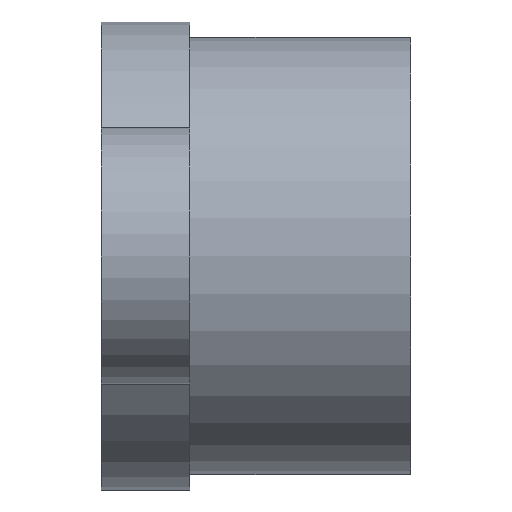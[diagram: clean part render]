
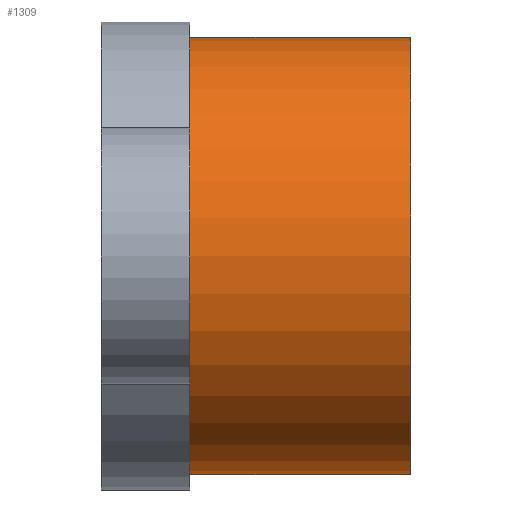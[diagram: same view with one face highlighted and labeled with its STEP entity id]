
A CAD part, front view. The second image highlights one B-rep face of the part: STEP entity #1309.
In plain terms, the highlighted cylindrical face has radius 9.9 mm (diameter 19.8 mm), a partial arc.
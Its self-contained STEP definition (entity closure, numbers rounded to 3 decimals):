
#35 = VECTOR ( 'NONE', #1138, 1000. ) ;
#125 = VERTEX_POINT ( 'NONE', #1527 ) ;
#216 = FACE_OUTER_BOUND ( 'NONE', #1441, .T. ) ;
#244 = AXIS2_PLACEMENT_3D ( 'NONE', #1785, #910, #369 ) ;
#318 = DIRECTION ( 'NONE',  ( 0., 0., 1. ) ) ;
#325 = AXIS2_PLACEMENT_3D ( 'NONE', #1530, #819, #318 ) ;
#369 = DIRECTION ( 'NONE',  ( 0., 0., -1. ) ) ;
#404 = CYLINDRICAL_SURFACE ( 'NONE', #325, 9.9 ) ;
#444 = CARTESIAN_POINT ( 'NONE',  ( 14., 0., 9.9 ) ) ;
#477 = CIRCLE ( 'NONE', #1086, 9.9 ) ;
#530 = ORIENTED_EDGE ( 'NONE', *, *, #1439, .T. ) ;
#620 = ORIENTED_EDGE ( 'NONE', *, *, #2068, .T. ) ;
#647 = CARTESIAN_POINT ( 'NONE',  ( 4., 0., 0. ) ) ;
#785 = CIRCLE ( 'NONE', #244, 9.9 ) ;
#819 = DIRECTION ( 'NONE',  ( -1., 0., 0. ) ) ;
#825 = DIRECTION ( 'NONE',  ( 1., 0., 0. ) ) ;
#910 = DIRECTION ( 'NONE',  ( 1., 0., 0. ) ) ;
#927 = EDGE_CURVE ( 'NONE', #2223, #1011, #785, .T. ) ;
#979 = CARTESIAN_POINT ( 'NONE',  ( 4., 0., -9.9 ) ) ;
#1011 = VERTEX_POINT ( 'NONE', #2157 ) ;
#1017 = DIRECTION ( 'NONE',  ( -1., 0., 0. ) ) ;
#1023 = ORIENTED_EDGE ( 'NONE', *, *, #927, .F. ) ;
#1086 = AXIS2_PLACEMENT_3D ( 'NONE', #647, #825, #1752 ) ;
#1138 = DIRECTION ( 'NONE',  ( -1., 0., 0. ) ) ;
#1269 = ORIENTED_EDGE ( 'NONE', *, *, #1392, .F. ) ;
#1285 = VECTOR ( 'NONE', #1017, 1000. ) ;
#1309 = ADVANCED_FACE ( 'NONE', ( #216 ), #404, .T. ) ;
#1392 = EDGE_CURVE ( 'NONE', #1011, #2150, #2209, .T. ) ;
#1439 = EDGE_CURVE ( 'NONE', #125, #2150, #477, .T. ) ;
#1440 = CARTESIAN_POINT ( 'NONE',  ( 14., 0., 9.9 ) ) ;
#1441 = EDGE_LOOP ( 'NONE', ( #1269, #1023, #620, #530 ) ) ;
#1527 = CARTESIAN_POINT ( 'NONE',  ( 4., 0., 9.9 ) ) ;
#1530 = CARTESIAN_POINT ( 'NONE',  ( 14., 0., 0. ) ) ;
#1752 = DIRECTION ( 'NONE',  ( 0., 0., -1. ) ) ;
#1785 = CARTESIAN_POINT ( 'NONE',  ( 14., 0., 0. ) ) ;
#1927 = LINE ( 'NONE', #444, #35 ) ;
#2068 = EDGE_CURVE ( 'NONE', #2223, #125, #1927, .T. ) ;
#2150 = VERTEX_POINT ( 'NONE', #979 ) ;
#2157 = CARTESIAN_POINT ( 'NONE',  ( 14., 0., -9.9 ) ) ;
#2209 = LINE ( 'NONE', #2280, #1285 ) ;
#2223 = VERTEX_POINT ( 'NONE', #1440 ) ;
#2280 = CARTESIAN_POINT ( 'NONE',  ( 14., 0., -9.9 ) ) ;
